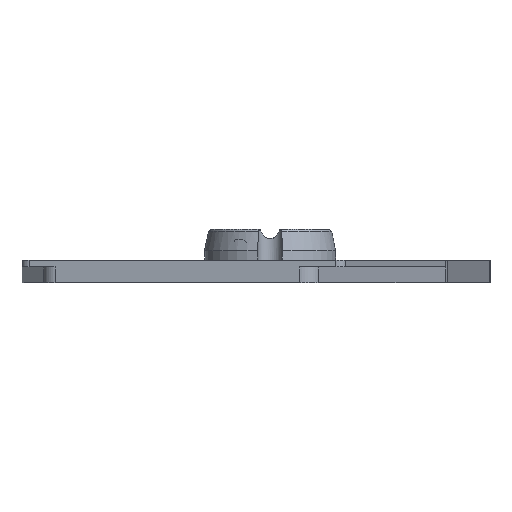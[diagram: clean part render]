
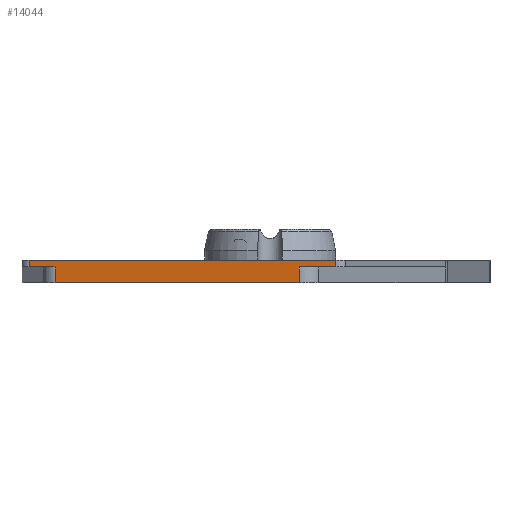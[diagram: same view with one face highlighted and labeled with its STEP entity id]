
A CAD part, left-side view. The second image highlights one B-rep face of the part: STEP entity #14044.
In plain terms, the highlighted planar face has unit normal (-0.985, 0.173, 0).
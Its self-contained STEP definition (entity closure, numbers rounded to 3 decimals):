
#476=PLANE('',#15428);
#1173=FACE_OUTER_BOUND('',#1917,.T.);
#1917=EDGE_LOOP('',(#12641,#12642,#12643,#12644,#12645,#12646,#12647,#12648));
#2010=LINE('',#19811,#3390);
#2237=LINE('',#21217,#3617);
#2242=LINE('',#21237,#3622);
#2925=LINE('',#23529,#4305);
#2938=LINE('',#23560,#4318);
#3215=LINE('',#24015,#4595);
#3358=LINE('',#24342,#4738);
#3359=LINE('',#24343,#4739);
#3390=VECTOR('',#15533,10.);
#3617=VECTOR('',#16228,10.);
#3622=VECTOR('',#16245,10.);
#4305=VECTOR('',#18404,10.);
#4318=VECTOR('',#18435,10.);
#4595=VECTOR('',#19060,10.);
#4738=VECTOR('',#19545,10.);
#4739=VECTOR('',#19546,10.);
#5465=VERTEX_POINT('',#19808);
#5466=VERTEX_POINT('',#19810);
#5887=VERTEX_POINT('',#21213);
#5889=VERTEX_POINT('',#21216);
#5894=VERTEX_POINT('',#21227);
#5898=VERTEX_POINT('',#21235);
#6768=VERTEX_POINT('',#23526);
#6778=VERTEX_POINT('',#23557);
#6856=EDGE_CURVE('',#5465,#5466,#2010,.T.);
#7296=EDGE_CURVE('',#5887,#5889,#2237,.T.);
#7306=EDGE_CURVE('',#5898,#5894,#2242,.T.);
#8417=EDGE_CURVE('',#6768,#5898,#2925,.T.);
#8433=EDGE_CURVE('',#6778,#5889,#2938,.T.);
#8712=EDGE_CURVE('',#5887,#5466,#3215,.T.);
#8866=EDGE_CURVE('',#5894,#5465,#3358,.T.);
#8867=EDGE_CURVE('',#6768,#6778,#3359,.T.);
#12641=ORIENTED_EDGE('',*,*,#8712,.T.);
#12642=ORIENTED_EDGE('',*,*,#6856,.F.);
#12643=ORIENTED_EDGE('',*,*,#8866,.F.);
#12644=ORIENTED_EDGE('',*,*,#7306,.F.);
#12645=ORIENTED_EDGE('',*,*,#8417,.F.);
#12646=ORIENTED_EDGE('',*,*,#8867,.T.);
#12647=ORIENTED_EDGE('',*,*,#8433,.T.);
#12648=ORIENTED_EDGE('',*,*,#7296,.F.);
#14044=ADVANCED_FACE('',(#1173),#476,.T.);
#15428=AXIS2_PLACEMENT_3D('',#24341,#19543,#19544);
#15533=DIRECTION('',(0.173,0.985,0.));
#16228=DIRECTION('',(0.173,0.985,0.));
#16245=DIRECTION('',(0.173,0.985,0.));
#18404=DIRECTION('',(0.,0.,-1.));
#18435=DIRECTION('',(0.,0.,-1.));
#19060=DIRECTION('',(0.,0.,-1.));
#19543=DIRECTION('center_axis',(-0.985,0.173,0.));
#19544=DIRECTION('ref_axis',(0.173,0.985,0.));
#19545=DIRECTION('',(0.,0.,-1.));
#19546=DIRECTION('',(0.173,0.985,0.));
#19808=CARTESIAN_POINT('',(-119.593,-8.662,-3.49));
#19810=CARTESIAN_POINT('',(-110.091,45.425,-3.49));
#19811=CARTESIAN_POINT('',(-119.593,-8.662,-3.49));
#21213=CARTESIAN_POINT('',(-110.091,45.425,0.01));
#21216=CARTESIAN_POINT('',(-109.097,51.08,0.01));
#21217=CARTESIAN_POINT('',(-109.097,51.08,0.01));
#21227=CARTESIAN_POINT('',(-119.593,-8.662,0.01));
#21235=CARTESIAN_POINT('',(-121.006,-16.71,0.01));
#21237=CARTESIAN_POINT('',(-109.097,51.08,0.01));
#23526=CARTESIAN_POINT('',(-121.006,-16.71,1.51));
#23529=CARTESIAN_POINT('',(-121.006,-16.71,1.51));
#23557=CARTESIAN_POINT('',(-109.097,51.08,1.51));
#23560=CARTESIAN_POINT('',(-109.097,51.08,1.51));
#24015=CARTESIAN_POINT('',(-110.091,45.425,1.51));
#24341=CARTESIAN_POINT('Origin',(-119.593,-8.662,1.51));
#24342=CARTESIAN_POINT('',(-119.593,-8.662,1.51));
#24343=CARTESIAN_POINT('',(-119.593,-8.662,1.51));
